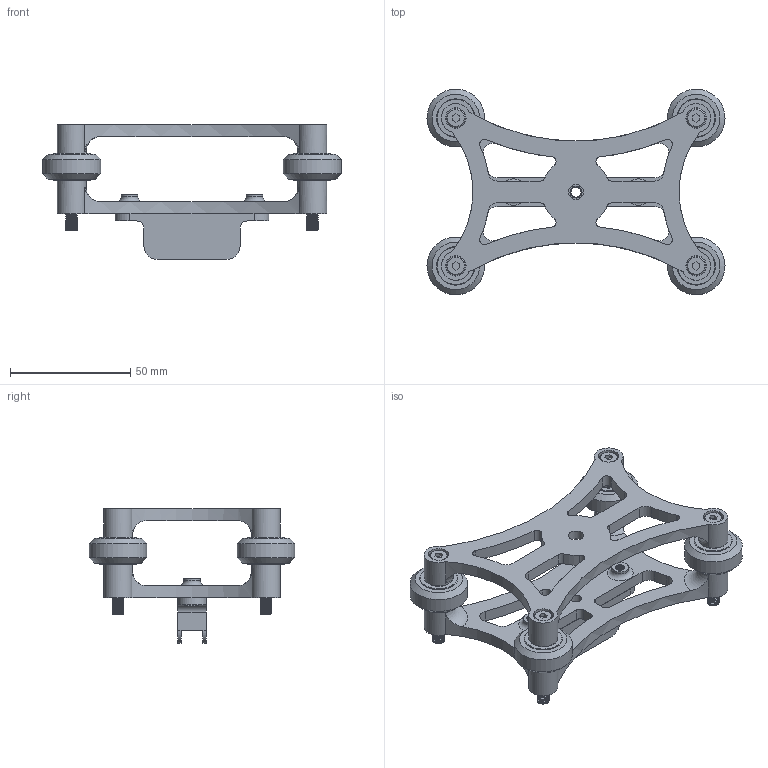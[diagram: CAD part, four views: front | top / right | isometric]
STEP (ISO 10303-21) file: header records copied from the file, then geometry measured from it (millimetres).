
FILE_DESCRIPTION(/* description */ (''),/* implementation_level */ '2;1');
FILE_NAME(/* name */ 'slider gantry for new hardware v13.step',/* time_stamp */ '2020-04-16T12:22:16-04:00',/* author */ (''),/* organization */ (''),/* preprocessor_version */ 'ST-DEVELOPER v18.1',/* originating_system */ 'Autodesk Translation Framework v9.2.0.1227',/* authorisation */ '');
FILE_SCHEMA (('AUTOMOTIVE_DESIGN { 1 0 10303 214 3 1 1 }'));
Length unit declared in the file: millimetre
Products named in the file (48): slider gantry for new hardware; slider gantry 4-point v29; camera-side (threaded); rail-side (unthreaded); belt holder; Wheel, V-slot Rail 625-2Z Bearing v4 v1; Wheel, V-slot Rail 625-2Z Bearing v4 v1_1; Wheel, V-slot Rail 625-2Z Bearing v4 v1_2; Wheel, V-slot Rail 625-2Z Bearing v4 v1_3; 6153K690_625-2RS SST BALL BEARING, SEALED v2; Component10; Component11; Component12; Component19; Component20; Component21; Component22; Component23; Component24; Component27; Component30; Component34; Component35; Component36; Component37; Component43; 6153K690_625-2RS SST BALL BEARING, SEALED v2 (1); Component13; Component14; Component15; Component16; Component17; Component25; Component26; Component28; Component29; Component31; Component32; Component33; Component38 ...
Assembly tree (62 placements, depth 5):
  slider gantry for new hardware
    slider gantry 4-point v29
      camera-side (threaded)
      rail-side (unthreaded)
      belt holder
      Wheel, V-slot Rail 625-2Z Bearing v4 v1
        6153K690_625-2RS SST BALL BEARING, SEALED v2
          Component10
          Component11
          Component12
          Component19
          Component20
          Component21
          Component22
          Component23
          Component24
          Component27
          Component30
          Component34
          Component35
          Component36
          Component37
          Component43
        6153K690_625-2RS SST BALL BEARING, SEALED v2 (1)
          Component13
          Component14
          Component15
          Component16
          Component17
          Component25
          Component26
          Component28
          Component29
          Component31
          Component32
          Component33
          Component38
          Component40
          Component41
          Component42
        Wheel, V-slot Rail for 625 Bearing
          Component39
        91166A240 WSR, FLAT, M5, STL/Z v1
          Component18
      Wheel, V-slot Rail 625-2Z Bearing v4 v1_1
        6153K690_625-2RS SST BALL BEARING, SEALED v2
          Component10
          Component11
          Component12
          Component19
          Component20
          Component21
          Component22
          Component23
          Component24
          Component27
          Component30
          Component34
          Component35
          Component36
Bounding box: 124 x 85.5 x 56.1 mm (x, y, z)
Volume: 68832.6 mm3; surface area: 53004.8 mm2
Topology: 143 solids, 143 shells, 827 faces, 2251 edges, 1541 vertices
Faces by surface type: cylinder 472, plane 175, sphere 96, cone 44, torus 26, bspline 14
Full cylindrical faces by diameter (mm): 3.332 x26, 3.99 x72, 4 x2, 4.109 x26, 4.234 x22, 4.901 x76, 5 x17, 5.12 x21, 5.3 x4, 6.35 x1, 7 x2, 8 x4, 8.5 x4, 9.533 x32, 10 x4, 11.467 x32, 12 x8, 14 x4, 15 x1, 15.5 x8, 16 x8, 24 x4
Entity records: 21777 total; most frequent: CARTESIAN_POINT 10383, DIRECTION 2171, ORIENTED_EDGE 2090, EDGE_CURVE 1045, AXIS2_PLACEMENT_3D 904, VERTEX_POINT 728, EDGE_LOOP 481, FACE_OUTER_BOUND 404
